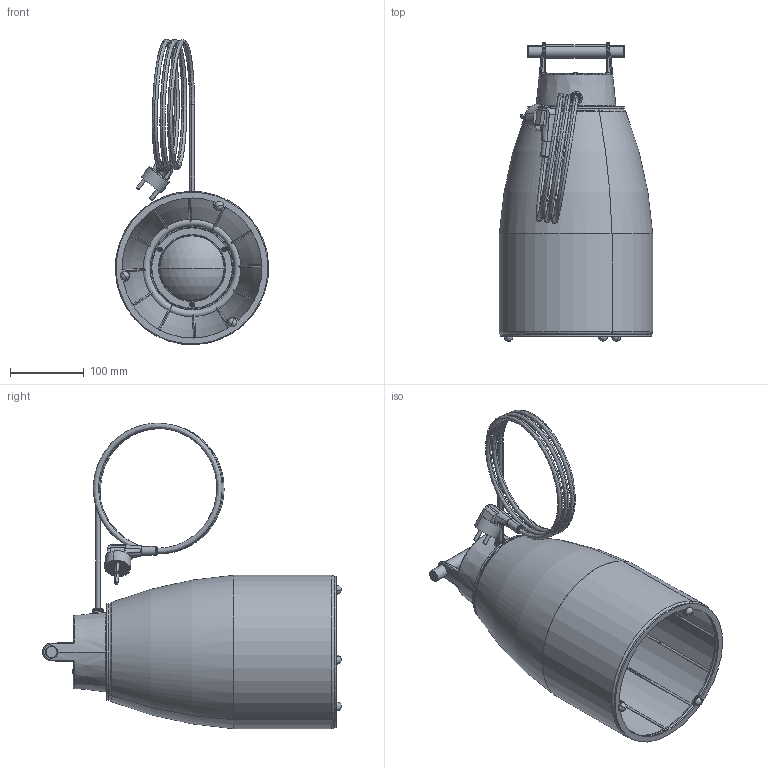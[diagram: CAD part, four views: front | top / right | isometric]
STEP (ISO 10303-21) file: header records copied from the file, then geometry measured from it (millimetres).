
FILE_DESCRIPTION (( 'STEP AP203' ), '1' );
FILE_NAME ('NANS PORTABLE M-41 0309103yyxxx.STEP', '2021-07-15T12:10:48', ( '' ), ( '' ), 'SwSTEP 2.0', 'SolidWorks 2019', '' );
FILE_SCHEMA (( 'CONFIG_CONTROL_DESIGN' ));
Length unit declared in the file: millimetre
Products named in the file (16): 000-309-097; 000-SUB309-04; 000-309-079; 000-908-024; 000-309-102; 000-SUB309-02; 000-914-107; 000-309-086; 000-309-101; 000-196-007N; NANS PORTABLE M-41 0309103yyxxx; 000-309-065; 000-309-099; 000-309-080; 000-309-100; 000-309-083
Assembly tree (18 placements, depth 3):
  NANS PORTABLE M-41 0309103yyxxx
    000-309-065
    000-SUB309-04
      000-309-079
      000-309-101
      000-309-080
      000-309-099
      000-309-102
      000-309-083  x2
      000-196-007N
      000-914-107
      000-908-024
      000-309-097
    000-SUB309-02
      000-309-100
      000-309-086  x3
Bounding box: 208.09 x 405.19 x 414.34 mm (x, y, z)
Volume: 292477.9 mm3; surface area: 621767.4 mm2
Topology: 16 solids, 34 shells, 802 faces, 1878 edges, 1168 vertices
Faces by surface type: cylinder 263, plane 201, torus 143, bspline 115, cone 63, sphere 17
Entity records: 31793 total; most frequent: CARTESIAN_POINT 12831, DIRECTION 3601, ORIENTED_EDGE 3580, EDGE_CURVE 1792, AXIS2_PLACEMENT_3D 1510, VERTEX_POINT 1122, EDGE_LOOP 876, CIRCLE 831
